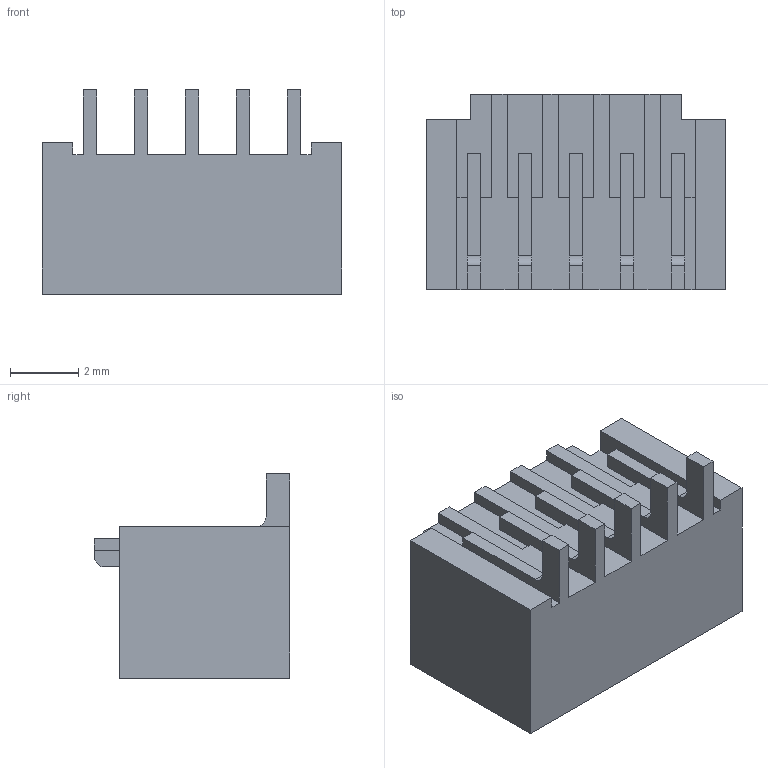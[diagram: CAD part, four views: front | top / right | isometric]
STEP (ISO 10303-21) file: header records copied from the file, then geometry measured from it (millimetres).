
FILE_DESCRIPTION( ( 'STEP AP203' ), '1' );
FILE_NAME( '874370543.stp', '2020-08-21T07:28:27', ( 'License CC BY-ND 4.0' ), ( 'CADENAS' ), ' ', 'PARTsolutions', ' ' );
FILE_SCHEMA( ( 'CONFIG_CONTROL_DESIGN' ) );
Length unit declared in the file: millimetre
Products named in the file (2): 874370543; 1
Assembly tree (1 placements, depth 2):
  874370543
    1
Bounding box: 8.8 x 5.75 x 6 mm (x, y, z)
Volume: 112.2 mm3; surface area: 368.2 mm2
Topology: 1 solids, 1 shells, 128 faces, 355 edges, 234 vertices
Faces by surface type: plane 123, cylinder 5
Entity records: 4084 total; most frequent: CARTESIAN_POINT 719, ORIENTED_EDGE 710, DIRECTION 625, EDGE_CURVE 355, LINE 345, VECTOR 345, VERTEX_POINT 234, AXIS2_PLACEMENT_3D 140
